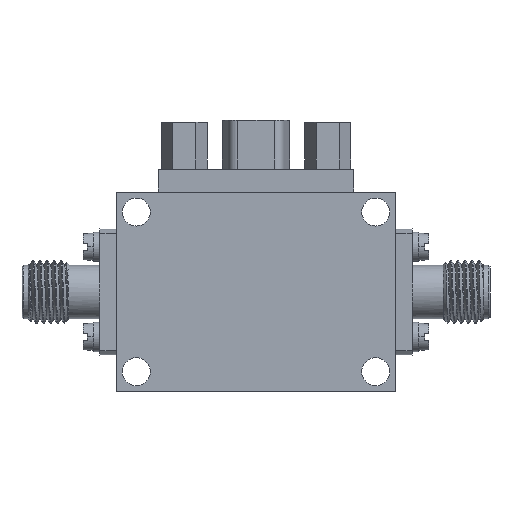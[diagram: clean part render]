
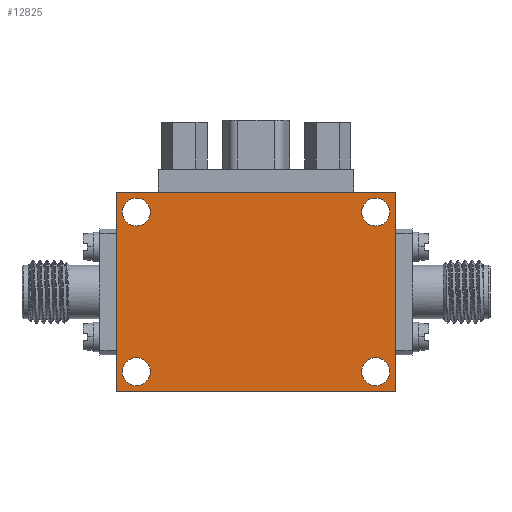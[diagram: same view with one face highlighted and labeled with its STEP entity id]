
A CAD part, front view. The second image highlights one B-rep face of the part: STEP entity #12825.
In plain terms, the highlighted planar face has unit normal (0, -1, 0).
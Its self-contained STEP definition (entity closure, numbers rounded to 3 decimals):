
#186 = ORIENTED_EDGE ( 'NONE', *, *, #3837, .T. ) ;
#370 = DIRECTION ( 'NONE',  ( 0., 0., 1. ) ) ;
#687 = CARTESIAN_POINT ( 'NONE',  ( 12., 0., 8. ) ) ;
#691 = CARTESIAN_POINT ( 'NONE',  ( -12., 0., -8. ) ) ;
#703 = DIRECTION ( 'NONE',  ( 1., 0., 0. ) ) ;
#737 = FACE_BOUND ( 'NONE', #24729, .T. ) ;
#790 = EDGE_CURVE ( 'NONE', #17052, #4766, #15339, .T. ) ;
#1017 = CARTESIAN_POINT ( 'NONE',  ( -12., 0., -9.4 ) ) ;
#1252 = FACE_BOUND ( 'NONE', #13953, .T. ) ;
#1332 = VERTEX_POINT ( 'NONE', #18874 ) ;
#1829 = CARTESIAN_POINT ( 'NONE',  ( -12., 0., -6.6 ) ) ;
#1938 = DIRECTION ( 'NONE',  ( 1., 0., 0. ) ) ;
#2049 = VECTOR ( 'NONE', #1938, 1000. ) ;
#2117 = VECTOR ( 'NONE', #24833, 1000. ) ;
#2120 = DIRECTION ( 'NONE',  ( 0., 1., 0. ) ) ;
#2486 = ORIENTED_EDGE ( 'NONE', *, *, #9694, .T. ) ;
#2851 = DIRECTION ( 'NONE',  ( 0., 0., 1. ) ) ;
#3025 = EDGE_CURVE ( 'NONE', #8191, #7673, #16387, .T. ) ;
#3492 = EDGE_CURVE ( 'NONE', #19676, #1332, #3660, .T. ) ;
#3660 = LINE ( 'NONE', #5458, #2117 ) ;
#3837 = EDGE_CURVE ( 'NONE', #14577, #14238, #9401, .T. ) ;
#4766 = VERTEX_POINT ( 'NONE', #1017 ) ;
#4843 = AXIS2_PLACEMENT_3D ( 'NONE', #6077, #2120, #11787 ) ;
#4897 = DIRECTION ( 'NONE',  ( 0., 1., 0. ) ) ;
#5458 = CARTESIAN_POINT ( 'NONE',  ( 14., 0., -10. ) ) ;
#5612 = AXIS2_PLACEMENT_3D ( 'NONE', #687, #4897, #2851 ) ;
#6077 = CARTESIAN_POINT ( 'NONE',  ( 12., 0., 8. ) ) ;
#6162 = AXIS2_PLACEMENT_3D ( 'NONE', #11441, #17168, #15615 ) ;
#6252 = AXIS2_PLACEMENT_3D ( 'NONE', #19468, #7396, #11334 ) ;
#6558 = EDGE_LOOP ( 'NONE', ( #24542, #7648 ) ) ;
#6612 = CARTESIAN_POINT ( 'NONE',  ( 0., 0., 0. ) ) ;
#6655 = ORIENTED_EDGE ( 'NONE', *, *, #24348, .T. ) ;
#6758 = CARTESIAN_POINT ( 'NONE',  ( -12., 0., 8. ) ) ;
#6808 = CIRCLE ( 'NONE', #5612, 1.4 ) ;
#7091 = EDGE_CURVE ( 'NONE', #14129, #1332, #12671, .T. ) ;
#7123 = CARTESIAN_POINT ( 'NONE',  ( 12., 0., -6.6 ) ) ;
#7396 = DIRECTION ( 'NONE',  ( 0., 1., 0. ) ) ;
#7648 = ORIENTED_EDGE ( 'NONE', *, *, #3025, .T. ) ;
#7673 = VERTEX_POINT ( 'NONE', #14341 ) ;
#7794 = CARTESIAN_POINT ( 'NONE',  ( 12., 0., -8. ) ) ;
#8191 = VERTEX_POINT ( 'NONE', #11856 ) ;
#8208 = VECTOR ( 'NONE', #370, 1000. ) ;
#8232 = DIRECTION ( 'NONE',  ( 0., 1., 0. ) ) ;
#8467 = EDGE_CURVE ( 'NONE', #7673, #8191, #15508, .T. ) ;
#8512 = FACE_OUTER_BOUND ( 'NONE', #21047, .T. ) ;
#8594 = DIRECTION ( 'NONE',  ( 0., 1., 0. ) ) ;
#8683 = DIRECTION ( 'NONE',  ( 0., 0., 1. ) ) ;
#9401 = CIRCLE ( 'NONE', #19941, 1.4 ) ;
#9694 = EDGE_CURVE ( 'NONE', #14238, #14577, #14248, .T. ) ;
#10107 = VECTOR ( 'NONE', #703, 1000. ) ;
#10381 = ORIENTED_EDGE ( 'NONE', *, *, #18885, .T. ) ;
#10751 = ORIENTED_EDGE ( 'NONE', *, *, #3492, .T. ) ;
#10817 = VERTEX_POINT ( 'NONE', #11320 ) ;
#11320 = CARTESIAN_POINT ( 'NONE',  ( -14., 0., -10. ) ) ;
#11334 = DIRECTION ( 'NONE',  ( 0., 0., 1. ) ) ;
#11441 = CARTESIAN_POINT ( 'NONE',  ( 12., 0., -8. ) ) ;
#11576 = EDGE_CURVE ( 'NONE', #10817, #14129, #13605, .T. ) ;
#11787 = DIRECTION ( 'NONE',  ( 0., 0., 1. ) ) ;
#11856 = CARTESIAN_POINT ( 'NONE',  ( -12., 0., 6.6 ) ) ;
#11895 = ORIENTED_EDGE ( 'NONE', *, *, #18863, .T. ) ;
#12671 = LINE ( 'NONE', #14178, #10107 ) ;
#12825 = ADVANCED_FACE ( 'NONE', ( #18691, #737, #1252, #22020, #8512 ), #16269, .T. ) ;
#13160 = LINE ( 'NONE', #24784, #2049 ) ;
#13200 = ORIENTED_EDGE ( 'NONE', *, *, #7091, .F. ) ;
#13605 = LINE ( 'NONE', #17428, #8208 ) ;
#13758 = DIRECTION ( 'NONE',  ( 0., 1., 0. ) ) ;
#13847 = CARTESIAN_POINT ( 'NONE',  ( 14., 0., -10. ) ) ;
#13953 = EDGE_LOOP ( 'NONE', ( #2486, #186 ) ) ;
#14058 = CARTESIAN_POINT ( 'NONE',  ( -12., 0., -8. ) ) ;
#14129 = VERTEX_POINT ( 'NONE', #16143 ) ;
#14178 = CARTESIAN_POINT ( 'NONE',  ( -14., 0., 10. ) ) ;
#14238 = VERTEX_POINT ( 'NONE', #7123 ) ;
#14248 = CIRCLE ( 'NONE', #6162, 1.4 ) ;
#14310 = ORIENTED_EDGE ( 'NONE', *, *, #14926, .T. ) ;
#14341 = CARTESIAN_POINT ( 'NONE',  ( -12., 0., 9.4 ) ) ;
#14342 = DIRECTION ( 'NONE',  ( 0., -1., 0. ) ) ;
#14445 = EDGE_LOOP ( 'NONE', ( #10381, #14310 ) ) ;
#14498 = CARTESIAN_POINT ( 'NONE',  ( 12., 0., 9.4 ) ) ;
#14577 = VERTEX_POINT ( 'NONE', #24289 ) ;
#14926 = EDGE_CURVE ( 'NONE', #23199, #23614, #6808, .T. ) ;
#15339 = CIRCLE ( 'NONE', #22267, 1.4 ) ;
#15508 = CIRCLE ( 'NONE', #20403, 1.4 ) ;
#15615 = DIRECTION ( 'NONE',  ( 0., 0., 1. ) ) ;
#16143 = CARTESIAN_POINT ( 'NONE',  ( -14., 0., 10. ) ) ;
#16222 = DIRECTION ( 'NONE',  ( 0., 0., 1. ) ) ;
#16269 = PLANE ( 'NONE',  #23708 ) ;
#16387 = CIRCLE ( 'NONE', #6252, 1.4 ) ;
#17052 = VERTEX_POINT ( 'NONE', #1829 ) ;
#17168 = DIRECTION ( 'NONE',  ( 0., 1., 0. ) ) ;
#17283 = DIRECTION ( 'NONE',  ( 0., 0., -1. ) ) ;
#17428 = CARTESIAN_POINT ( 'NONE',  ( -14., 0., -10. ) ) ;
#18445 = CARTESIAN_POINT ( 'NONE',  ( 12., 0., 6.6 ) ) ;
#18691 = FACE_BOUND ( 'NONE', #6558, .T. ) ;
#18863 = EDGE_CURVE ( 'NONE', #4766, #17052, #21523, .T. ) ;
#18874 = CARTESIAN_POINT ( 'NONE',  ( 14., 0., 10. ) ) ;
#18885 = EDGE_CURVE ( 'NONE', #23614, #23199, #21127, .T. ) ;
#19086 = AXIS2_PLACEMENT_3D ( 'NONE', #14058, #8232, #19805 ) ;
#19468 = CARTESIAN_POINT ( 'NONE',  ( -12., 0., 8. ) ) ;
#19676 = VERTEX_POINT ( 'NONE', #13847 ) ;
#19805 = DIRECTION ( 'NONE',  ( 0., 0., 1. ) ) ;
#19941 = AXIS2_PLACEMENT_3D ( 'NONE', #7794, #13758, #23343 ) ;
#20403 = AXIS2_PLACEMENT_3D ( 'NONE', #6758, #20520, #8683 ) ;
#20520 = DIRECTION ( 'NONE',  ( 0., 1., 0. ) ) ;
#21047 = EDGE_LOOP ( 'NONE', ( #6655, #10751, #13200, #25129 ) ) ;
#21127 = CIRCLE ( 'NONE', #4843, 1.4 ) ;
#21523 = CIRCLE ( 'NONE', #19086, 1.4 ) ;
#22020 = FACE_BOUND ( 'NONE', #14445, .T. ) ;
#22267 = AXIS2_PLACEMENT_3D ( 'NONE', #691, #8594, #16222 ) ;
#23199 = VERTEX_POINT ( 'NONE', #18445 ) ;
#23343 = DIRECTION ( 'NONE',  ( 0., 0., 1. ) ) ;
#23614 = VERTEX_POINT ( 'NONE', #14498 ) ;
#23708 = AXIS2_PLACEMENT_3D ( 'NONE', #6612, #14342, #17283 ) ;
#24289 = CARTESIAN_POINT ( 'NONE',  ( 12., 0., -9.4 ) ) ;
#24348 = EDGE_CURVE ( 'NONE', #10817, #19676, #13160, .T. ) ;
#24542 = ORIENTED_EDGE ( 'NONE', *, *, #8467, .T. ) ;
#24691 = ORIENTED_EDGE ( 'NONE', *, *, #790, .T. ) ;
#24729 = EDGE_LOOP ( 'NONE', ( #24691, #11895 ) ) ;
#24784 = CARTESIAN_POINT ( 'NONE',  ( -14., 0., -10. ) ) ;
#24833 = DIRECTION ( 'NONE',  ( 0., 0., 1. ) ) ;
#25129 = ORIENTED_EDGE ( 'NONE', *, *, #11576, .F. ) ;
